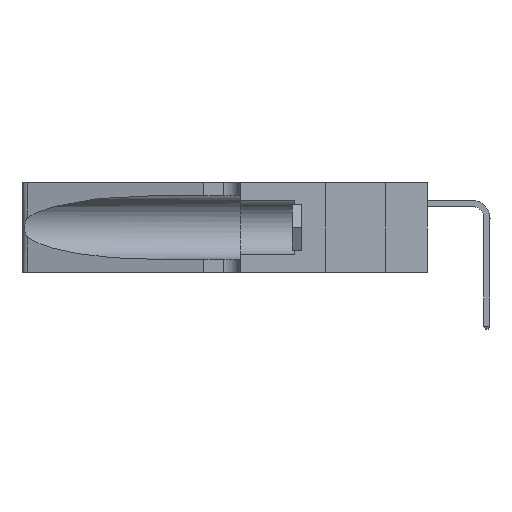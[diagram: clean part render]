
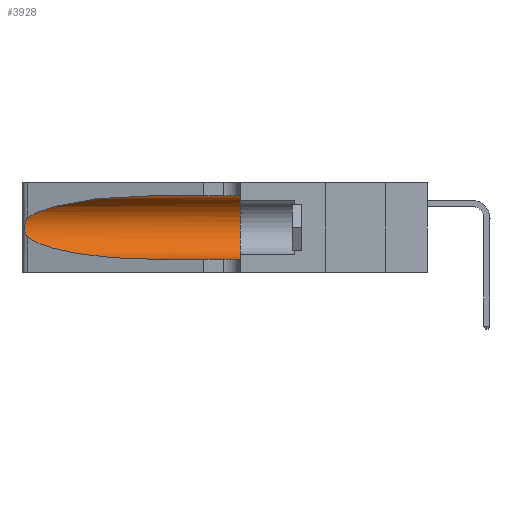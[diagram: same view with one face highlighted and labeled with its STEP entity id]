
A CAD part, left-side view. The second image highlights one B-rep face of the part: STEP entity #3928.
In plain terms, the highlighted cylindrical face has radius 3.308 mm (diameter 6.617 mm), a partial arc.
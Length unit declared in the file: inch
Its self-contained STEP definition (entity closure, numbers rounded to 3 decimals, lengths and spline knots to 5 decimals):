
#155 = CARTESIAN_POINT ( 'NONE',  ( 0.1305, 1.61858, 0.05475 ) ) ;
#164 = DIRECTION ( 'NONE',  ( 0., -1., 0. ) ) ;
#265 = EDGE_CURVE ( 'NONE', #5824, #17574, #14052, .T. ) ;
#456 = VERTEX_POINT ( 'NONE', #16005 ) ;
#732 = CARTESIAN_POINT ( 'NONE',  ( 0.1305, 0.72297, 0.31525 ) ) ;
#988 = CARTESIAN_POINT ( 'NONE',  ( 0.25487, 1.22718, 0.22369 ) ) ;
#1060 = CARTESIAN_POINT ( 'NONE',  ( 0.25639, 1.23186, 0.15144 ) ) ;
#1167 = CIRCLE ( 'NONE', #18105, 0.13025 ) ;
#1989 = EDGE_CURVE ( 'NONE', #18196, #456, #11158, .T. ) ;
#2212 = B_SPLINE_CURVE_WITH_KNOTS ( 'NONE', 3,
 ( #988, #6943, #4015, #14412, #5515, #15840, #7013, #17295, #8504, #18738, #9988, #1060, #11503, #2602 ),
 .UNSPECIFIED., .F., .F.,
 ( 4, 2, 2, 2, 2, 2, 4 ),
 ( 0., 0.00027, 0.00053, 0.00107, 0.0016, 0.00187, 0.00214 ),
 .UNSPECIFIED. ) ;
#2366 = DIRECTION ( 'NONE',  ( 0., -1., 0. ) ) ;
#2553 = CARTESIAN_POINT ( 'NONE',  ( 0.1305, 0.35, 0.05475 ) ) ;
#2589 = ORIENTED_EDGE ( 'NONE', *, *, #265, .F. ) ;
#2602 = CARTESIAN_POINT ( 'NONE',  ( 0.25487, 1.22718, 0.14631 ) ) ;
#3598 = FACE_OUTER_BOUND ( 'NONE', #15387, .T. ) ;
#3727 = ORIENTED_EDGE ( 'NONE', *, *, #3801, .T. ) ;
#3768 = CARTESIAN_POINT ( 'NONE',  ( 0.2373, 1.15595, 0.28018 ) ) ;
#3801 = EDGE_CURVE ( 'NONE', #456, #10847, #13822, .T. ) ;
#3928 = ADVANCED_FACE ( 'NONE', ( #3598 ), #14973, .F. ) ;
#4015 = CARTESIAN_POINT ( 'NONE',  ( 0.25639, 1.23184, 0.21858 ) ) ;
#4345 = AXIS2_PLACEMENT_3D ( 'NONE', #5039, #7967, #15401 ) ;
#5039 = CARTESIAN_POINT ( 'NONE',  ( 0.1305, 1.61858, 0.185 ) ) ;
#5290 = ORIENTED_EDGE ( 'NONE', *, *, #6445, .T. ) ;
#5298 = EDGE_CURVE ( 'NONE', #5847, #18196, #2212, .T. ) ;
#5403 = ORIENTED_EDGE ( 'NONE', *, *, #18859, .F. ) ;
#5515 = CARTESIAN_POINT ( 'NONE',  ( 0.25854, 1.2359, 0.20912 ) ) ;
#5675 =( BOUNDED_CURVE ( )  B_SPLINE_CURVE ( 3, ( #732, #12672, #3768, #14164 ),
 .UNSPECIFIED., .F., .T. ) 
 B_SPLINE_CURVE_WITH_KNOTS ( ( 4, 4 ),
 ( 1.5708, 2.84003 ),
 .UNSPECIFIED. ) 
 CURVE ( )  GEOMETRIC_REPRESENTATION_ITEM ( )  RATIONAL_B_SPLINE_CURVE ( ( 1., 0.87, 0.87, 1. ) ) 
 REPRESENTATION_ITEM ( '' )  );
#5824 = VERTEX_POINT ( 'NONE', #15581 ) ;
#5847 = VERTEX_POINT ( 'NONE', #6788 ) ;
#5942 = VECTOR ( 'NONE', #164, 39.37008 ) ;
#6445 = EDGE_CURVE ( 'NONE', #5824, #5847, #5675, .T. ) ;
#6788 = CARTESIAN_POINT ( 'NONE',  ( 0.25487, 1.22718, 0.22369 ) ) ;
#6943 = CARTESIAN_POINT ( 'NONE',  ( 0.25555, 1.22994, 0.2215 ) ) ;
#7013 = CARTESIAN_POINT ( 'NONE',  ( 0.26075, 1.23896, 0.19203 ) ) ;
#7937 = DIRECTION ( 'NONE',  ( 0., 1., 0. ) ) ;
#7967 = DIRECTION ( 'NONE',  ( 0., -1., 0. ) ) ;
#8250 = VECTOR ( 'NONE', #2366, 39.37008 ) ;
#8504 = CARTESIAN_POINT ( 'NONE',  ( 0.26017, 1.23833, 0.17102 ) ) ;
#9481 = ORIENTED_EDGE ( 'NONE', *, *, #5298, .T. ) ;
#9988 = CARTESIAN_POINT ( 'NONE',  ( 0.25789, 1.23486, 0.15765 ) ) ;
#10680 = ORIENTED_EDGE ( 'NONE', *, *, #1989, .T. ) ;
#10847 = VERTEX_POINT ( 'NONE', #2553 ) ;
#11158 =( BOUNDED_CURVE ( )  B_SPLINE_CURVE ( 3, ( #12416, #12531, #12510, #12488 ),
 .UNSPECIFIED., .F., .F. ) 
 B_SPLINE_CURVE_WITH_KNOTS ( ( 4, 4 ),
 ( 3.44316, 4.71239 ),
 .UNSPECIFIED. ) 
 CURVE ( )  GEOMETRIC_REPRESENTATION_ITEM ( )  RATIONAL_B_SPLINE_CURVE ( ( 1., 0.87, 0.87, 1. ) ) 
 REPRESENTATION_ITEM ( '' )  );
#11503 = CARTESIAN_POINT ( 'NONE',  ( 0.25555, 1.22993, 0.14849 ) ) ;
#12416 = CARTESIAN_POINT ( 'NONE',  ( 0.25487, 1.22718, 0.14631 ) ) ;
#12488 = CARTESIAN_POINT ( 'NONE',  ( 0.1305, 0.72297, 0.05475 ) ) ;
#12510 = CARTESIAN_POINT ( 'NONE',  ( 0.18966, 0.96281, 0.05475 ) ) ;
#12531 = CARTESIAN_POINT ( 'NONE',  ( 0.2373, 1.15595, 0.08982 ) ) ;
#12672 = CARTESIAN_POINT ( 'NONE',  ( 0.18966, 0.96281, 0.31525 ) ) ;
#13822 = LINE ( 'NONE', #155, #5942 ) ;
#14052 = LINE ( 'NONE', #18058, #8250 ) ;
#14164 = CARTESIAN_POINT ( 'NONE',  ( 0.25487, 1.22718, 0.22369 ) ) ;
#14412 = CARTESIAN_POINT ( 'NONE',  ( 0.25787, 1.23484, 0.2124 ) ) ;
#14973 = CYLINDRICAL_SURFACE ( 'NONE', #4345, 0.13025 ) ;
#15387 = EDGE_LOOP ( 'NONE', ( #5290, #9481, #10680, #3727, #5403, #2589 ) ) ;
#15401 = DIRECTION ( 'NONE',  ( 0., 0., -1. ) ) ;
#15462 = CARTESIAN_POINT ( 'NONE',  ( 0.25487, 1.22718, 0.14631 ) ) ;
#15581 = CARTESIAN_POINT ( 'NONE',  ( 0.1305, 0.72297, 0.31525 ) ) ;
#15840 = CARTESIAN_POINT ( 'NONE',  ( 0.26018, 1.23835, 0.19895 ) ) ;
#16005 = CARTESIAN_POINT ( 'NONE',  ( 0.1305, 0.72297, 0.05475 ) ) ;
#16741 = CARTESIAN_POINT ( 'NONE',  ( 0.1305, 0.35, 0.185 ) ) ;
#16851 = CARTESIAN_POINT ( 'NONE',  ( 0.1305, 0.35, 0.31525 ) ) ;
#17295 = CARTESIAN_POINT ( 'NONE',  ( 0.26075, 1.23896, 0.178 ) ) ;
#17574 = VERTEX_POINT ( 'NONE', #16851 ) ;
#18058 = CARTESIAN_POINT ( 'NONE',  ( 0.1305, 1.61858, 0.31525 ) ) ;
#18105 = AXIS2_PLACEMENT_3D ( 'NONE', #16741, #7937, #18186 ) ;
#18186 = DIRECTION ( 'NONE',  ( 0., 0., 1. ) ) ;
#18196 = VERTEX_POINT ( 'NONE', #15462 ) ;
#18738 = CARTESIAN_POINT ( 'NONE',  ( 0.25856, 1.23593, 0.16098 ) ) ;
#18859 = EDGE_CURVE ( 'NONE', #17574, #10847, #1167, .T. ) ;
